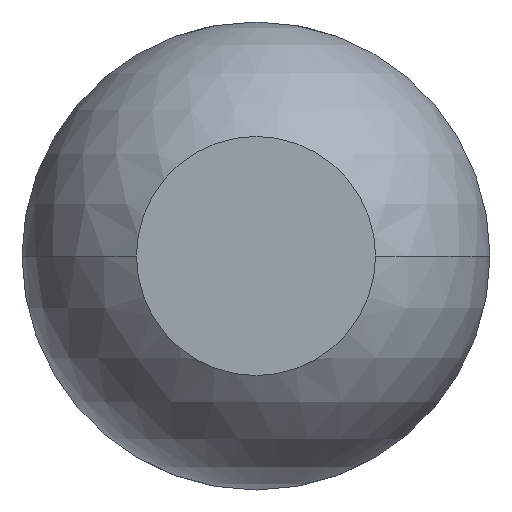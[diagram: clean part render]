
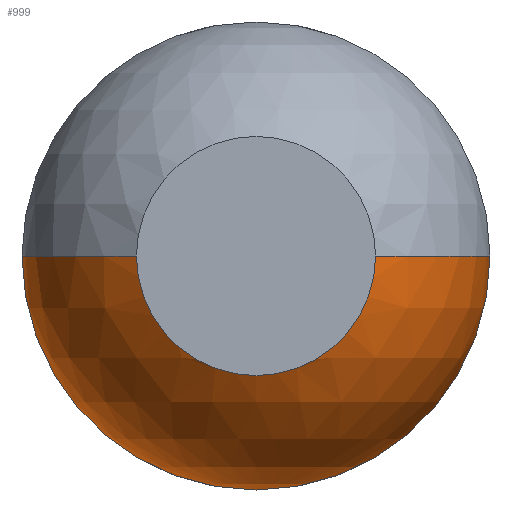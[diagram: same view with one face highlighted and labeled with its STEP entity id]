
A CAD part, front view. The second image highlights one B-rep face of the part: STEP entity #999.
In plain terms, the highlighted spherical face has radius 0.685 mm.
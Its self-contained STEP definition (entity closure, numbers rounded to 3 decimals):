
#70 = EDGE_CURVE ( 'NONE', #3577, #2733, #3008, .T. ) ;
#199 = AXIS2_PLACEMENT_3D ( 'NONE', #1150, #3109, #831 ) ;
#315 = AXIS2_PLACEMENT_3D ( 'NONE', #4165, #2827, #2165 ) ;
#545 = ORIENTED_EDGE ( 'NONE', *, *, #70, .F. ) ;
#600 = DIRECTION ( 'NONE',  ( 0., 0., -1. ) ) ;
#617 = DIRECTION ( 'NONE',  ( 0., -1., 0. ) ) ;
#743 = CARTESIAN_POINT ( 'NONE',  ( 0., -27., -0.35 ) ) ;
#831 = DIRECTION ( 'NONE',  ( -1., 0., 0. ) ) ;
#888 = CARTESIAN_POINT ( 'NONE',  ( 0., -26.411, 0. ) ) ;
#999 = ADVANCED_FACE ( 'Defeature ausgef�hrt1_4', ( #1200 ), #1660, .T. ) ;
#1022 = DIRECTION ( 'NONE',  ( 0., -1., 0. ) ) ;
#1047 = AXIS2_PLACEMENT_3D ( 'NONE', #4329, #1022, #3268 ) ;
#1059 = CARTESIAN_POINT ( 'NONE',  ( 0., -26.411, 0. ) ) ;
#1074 = EDGE_CURVE ( 'Defeature ausgef�hrt1_5+Defeature ausgef�hrt1_4+Defeature ausgef�hrt1_4+Defeature ausgef�hrt1_4', #2733, #2310, #4220, .T. ) ;
#1107 = AXIS2_PLACEMENT_3D ( 'NONE', #3227, #617, #600 ) ;
#1150 = CARTESIAN_POINT ( 'NONE',  ( 0., -26.411, 0. ) ) ;
#1200 = FACE_OUTER_BOUND ( 'NONE', #2051, .T. ) ;
#1229 = DIRECTION ( 'NONE',  ( 1., 0., 0. ) ) ;
#1424 = CARTESIAN_POINT ( 'NONE',  ( 0., -26.411, -0.685 ) ) ;
#1452 = CIRCLE ( 'NONE', #1107, 0.35 ) ;
#1660 = SPHERICAL_SURFACE ( 'NONE', #315, 0.685 ) ;
#1703 = DIRECTION ( 'NONE',  ( 0., 1., 0. ) ) ;
#1892 = ORIENTED_EDGE ( 'NONE', *, *, #3663, .F. ) ;
#1983 = AXIS2_PLACEMENT_3D ( 'NONE', #888, #3196, #1229 ) ;
#2033 = DIRECTION ( 'NONE',  ( 0., 0., 1. ) ) ;
#2051 = EDGE_LOOP ( 'NONE', ( #4233, #4240, #1892, #3802, #545, #2330 ) ) ;
#2058 = CIRCLE ( 'NONE', #199, 0.685 ) ;
#2165 = DIRECTION ( 'NONE',  ( 1., 0., 0. ) ) ;
#2170 = DIRECTION ( 'NONE',  ( 0., 0., 1. ) ) ;
#2309 = CARTESIAN_POINT ( 'NONE',  ( -0.685, -26.411, 0. ) ) ;
#2310 = VERTEX_POINT ( 'NONE', #1424 ) ;
#2327 = EDGE_CURVE ( 'NONE', #4129, #2458, #2058, .T. ) ;
#2330 = ORIENTED_EDGE ( 'NONE', *, *, #2500, .F. ) ;
#2458 = VERTEX_POINT ( 'NONE', #2309 ) ;
#2500 = EDGE_CURVE ( 'Defeature ausgef�hrt1_11+Defeature ausgef�hrt1_4+Defeature ausgef�hrt1_4+Defeature ausgef�hrt1_4', #3711, #3577, #1452, .T. ) ;
#2531 = CIRCLE ( 'NONE', #2900, 0.685 ) ;
#2733 = VERTEX_POINT ( 'NONE', #2763 ) ;
#2758 = DIRECTION ( 'NONE',  ( 0., 1., 0. ) ) ;
#2763 = CARTESIAN_POINT ( 'NONE',  ( 0.685, -26.411, 0. ) ) ;
#2827 = DIRECTION ( 'NONE',  ( 0., 0., -1. ) ) ;
#2900 = AXIS2_PLACEMENT_3D ( 'NONE', #1059, #1703, #2033 ) ;
#3008 = CIRCLE ( 'NONE', #1983, 0.685 ) ;
#3024 = CIRCLE ( 'NONE', #1047, 0.35 ) ;
#3109 = DIRECTION ( 'NONE',  ( 0., 0., -1. ) ) ;
#3196 = DIRECTION ( 'NONE',  ( 0., 0., 1. ) ) ;
#3227 = CARTESIAN_POINT ( 'NONE',  ( 0., -27., 0. ) ) ;
#3268 = DIRECTION ( 'NONE',  ( 0., 0., -1. ) ) ;
#3522 = CARTESIAN_POINT ( 'NONE',  ( -0.35, -27., 0. ) ) ;
#3577 = VERTEX_POINT ( 'NONE', #3632 ) ;
#3584 = AXIS2_PLACEMENT_3D ( 'NONE', #3822, #2758, #2170 ) ;
#3632 = CARTESIAN_POINT ( 'NONE',  ( 0.35, -27., 0. ) ) ;
#3663 = EDGE_CURVE ( 'Defeature ausgef�hrt1_5+Defeature ausgef�hrt1_4+Defeature ausgef�hrt1_4+Defeature ausgef�hrt1_4', #2310, #2458, #2531, .T. ) ;
#3711 = VERTEX_POINT ( 'NONE', #743 ) ;
#3802 = ORIENTED_EDGE ( 'NONE', *, *, #1074, .F. ) ;
#3822 = CARTESIAN_POINT ( 'NONE',  ( 0., -26.411, 0. ) ) ;
#3939 = EDGE_CURVE ( 'Defeature ausgef�hrt1_11+Defeature ausgef�hrt1_4+Defeature ausgef�hrt1_4+Defeature ausgef�hrt1_4', #4129, #3711, #3024, .T. ) ;
#4129 = VERTEX_POINT ( 'NONE', #3522 ) ;
#4165 = CARTESIAN_POINT ( 'NONE',  ( 0., -26.411, 0. ) ) ;
#4220 = CIRCLE ( 'NONE', #3584, 0.685 ) ;
#4233 = ORIENTED_EDGE ( 'NONE', *, *, #3939, .F. ) ;
#4240 = ORIENTED_EDGE ( 'NONE', *, *, #2327, .T. ) ;
#4329 = CARTESIAN_POINT ( 'NONE',  ( 0., -27., 0. ) ) ;
